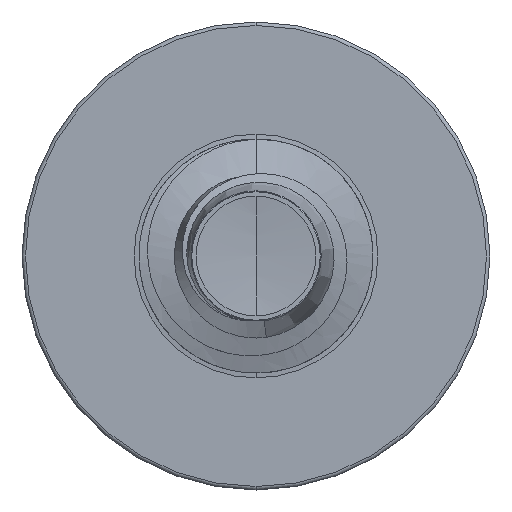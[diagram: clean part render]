
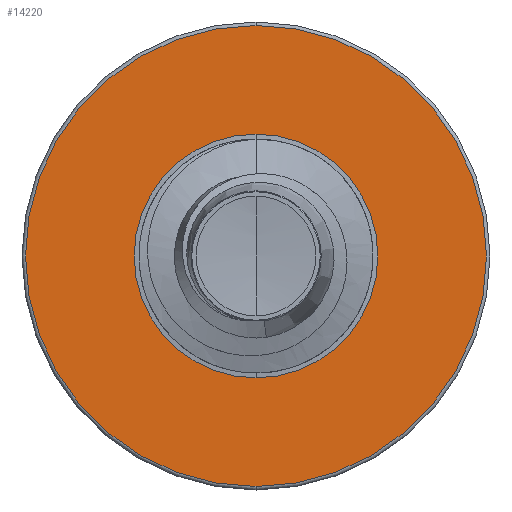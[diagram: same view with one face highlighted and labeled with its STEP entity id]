
A CAD part, front view. The second image highlights one B-rep face of the part: STEP entity #14220.
In plain terms, the highlighted planar face has unit normal (0, -1, 0).
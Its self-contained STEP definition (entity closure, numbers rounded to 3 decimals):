
#236 = CIRCLE ( 'NONE', #7443, 1.562 ) ;
#411 = VERTEX_POINT ( 'NONE', #9072 ) ;
#1000 = DIRECTION ( 'NONE',  ( 0., 1., 0. ) ) ;
#1819 = CARTESIAN_POINT ( 'NONE',  ( 0., 6., -1.562 ) ) ;
#1990 = DIRECTION ( 'NONE',  ( 0., 0., 1. ) ) ;
#2005 = DIRECTION ( 'NONE',  ( 0., 1., 0. ) ) ;
#2055 = CARTESIAN_POINT ( 'NONE',  ( 0., 6., 0. ) ) ;
#5427 = EDGE_LOOP ( 'NONE', ( #12651, #8278 ) ) ;
#5480 = FACE_OUTER_BOUND ( 'NONE', #13976, .T. ) ;
#5804 = EDGE_CURVE ( 'NONE', #10382, #411, #12579, .T. ) ;
#5960 = FACE_BOUND ( 'NONE', #5427, .T. ) ;
#6489 = CARTESIAN_POINT ( 'NONE',  ( 0., 6., 1.562 ) ) ;
#6593 = ORIENTED_EDGE ( 'NONE', *, *, #5804, .F. ) ;
#7443 = AXIS2_PLACEMENT_3D ( 'NONE', #7832, #7796, #7781 ) ;
#7573 = CARTESIAN_POINT ( 'NONE',  ( 0., 6., 2.955 ) ) ;
#7781 = DIRECTION ( 'NONE',  ( 0., 0., 1. ) ) ;
#7796 = DIRECTION ( 'NONE',  ( 0., 1., 0. ) ) ;
#7832 = CARTESIAN_POINT ( 'NONE',  ( 0., 6., 0. ) ) ;
#8278 = ORIENTED_EDGE ( 'NONE', *, *, #9672, .T. ) ;
#9072 = CARTESIAN_POINT ( 'NONE',  ( 0., 6., -2.955 ) ) ;
#9507 = DIRECTION ( 'NONE',  ( 0., 0., 1. ) ) ;
#9672 = EDGE_CURVE ( 'NONE', #11713, #12619, #236, .T. ) ;
#9868 = DIRECTION ( 'NONE',  ( 0., 1., 0. ) ) ;
#9940 = CIRCLE ( 'NONE', #13603, 1.562 ) ;
#9968 = CARTESIAN_POINT ( 'NONE',  ( 0., 6., 0. ) ) ;
#10382 = VERTEX_POINT ( 'NONE', #7573 ) ;
#10740 = CIRCLE ( 'NONE', #13441, 2.955 ) ;
#10754 = PLANE ( 'NONE',  #13267 ) ;
#10789 = DIRECTION ( 'NONE',  ( 0., 0., 1. ) ) ;
#11179 = DIRECTION ( 'NONE',  ( 0., 0., 1. ) ) ;
#11200 = DIRECTION ( 'NONE',  ( 0., 1., 0. ) ) ;
#11210 = CARTESIAN_POINT ( 'NONE',  ( 0., 6., 0. ) ) ;
#11660 = EDGE_CURVE ( 'NONE', #12619, #11713, #9940, .T. ) ;
#11713 = VERTEX_POINT ( 'NONE', #1819 ) ;
#11983 = EDGE_CURVE ( 'NONE', #411, #10382, #10740, .T. ) ;
#12579 = CIRCLE ( 'NONE', #13851, 2.955 ) ;
#12619 = VERTEX_POINT ( 'NONE', #6489 ) ;
#12651 = ORIENTED_EDGE ( 'NONE', *, *, #11660, .T. ) ;
#13267 = AXIS2_PLACEMENT_3D ( 'NONE', #14182, #1000, #10789 ) ;
#13441 = AXIS2_PLACEMENT_3D ( 'NONE', #11210, #11200, #11179 ) ;
#13603 = AXIS2_PLACEMENT_3D ( 'NONE', #2055, #2005, #1990 ) ;
#13851 = AXIS2_PLACEMENT_3D ( 'NONE', #9968, #9868, #9507 ) ;
#13976 = EDGE_LOOP ( 'NONE', ( #6593, #14089 ) ) ;
#14089 = ORIENTED_EDGE ( 'NONE', *, *, #11983, .F. ) ;
#14182 = CARTESIAN_POINT ( 'NONE',  ( 0., 6., -1.562 ) ) ;
#14220 = ADVANCED_FACE ( 'NONE', ( #5480, #5960 ), #10754, .F. ) ;
